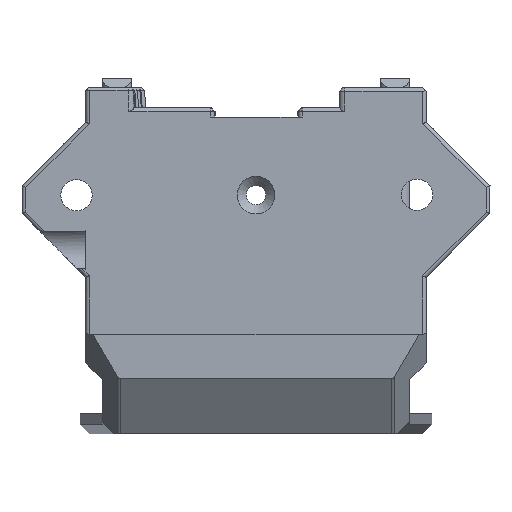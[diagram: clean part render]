
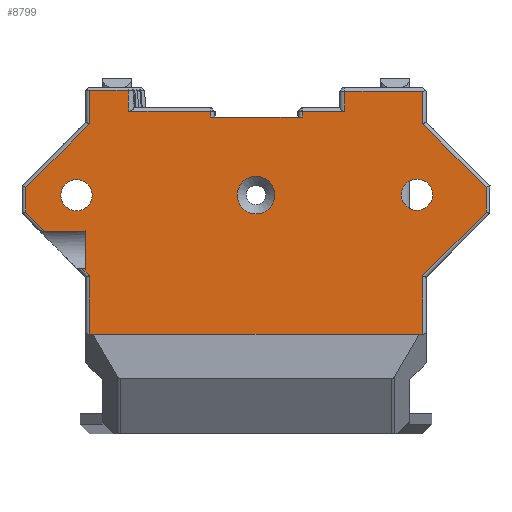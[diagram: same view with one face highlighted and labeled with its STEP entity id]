
A CAD part, front view. The second image highlights one B-rep face of the part: STEP entity #8799.
In plain terms, the highlighted planar face has unit normal (0, -1, 0).
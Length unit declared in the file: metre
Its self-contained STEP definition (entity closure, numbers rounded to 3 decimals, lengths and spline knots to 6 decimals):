
#707=LINE('',#13115,#1563);
#708=LINE('',#13119,#1564);
#709=LINE('',#13121,#1565);
#710=LINE('',#13125,#1566);
#711=LINE('',#13127,#1567);
#712=LINE('',#13129,#1568);
#713=LINE('',#13131,#1569);
#714=LINE('',#13133,#1570);
#715=LINE('',#13135,#1571);
#716=LINE('',#13137,#1572);
#717=LINE('',#13139,#1573);
#718=LINE('',#13141,#1574);
#719=LINE('',#13143,#1575);
#720=LINE('',#13145,#1576);
#721=LINE('',#13147,#1577);
#722=LINE('',#13149,#1578);
#723=LINE('',#13151,#1579);
#724=LINE('',#13153,#1580);
#725=LINE('',#13157,#1581);
#726=LINE('',#13159,#1582);
#727=LINE('',#13161,#1583);
#728=LINE('',#13163,#1584);
#729=LINE('',#13165,#1585);
#1563=VECTOR('',#10367,1.);
#1564=VECTOR('',#10370,1.);
#1565=VECTOR('',#10373,1.);
#1566=VECTOR('',#10378,1.);
#1567=VECTOR('',#10379,1.);
#1568=VECTOR('',#10380,1.);
#1569=VECTOR('',#10381,1.);
#1570=VECTOR('',#10382,1.);
#1571=VECTOR('',#10383,1.);
#1572=VECTOR('',#10384,1.);
#1573=VECTOR('',#10385,1.);
#1574=VECTOR('',#10386,1.);
#1575=VECTOR('',#10387,1.);
#1576=VECTOR('',#10388,1.);
#1577=VECTOR('',#10389,1.);
#1578=VECTOR('',#10390,1.);
#1579=VECTOR('',#10391,1.);
#1580=VECTOR('',#10392,1.);
#1581=VECTOR('',#10395,1.);
#1582=VECTOR('',#10396,1.);
#1583=VECTOR('',#10397,1.);
#1584=VECTOR('',#10398,1.);
#1585=VECTOR('',#10399,1.);
#2518=ORIENTED_EDGE('',*,*,#5180,.T.);
#2519=ORIENTED_EDGE('',*,*,#5178,.T.);
#2520=ORIENTED_EDGE('',*,*,#5179,.T.);
#2521=ORIENTED_EDGE('',*,*,#5176,.T.);
#2522=ORIENTED_EDGE('',*,*,#5181,.F.);
#2523=ORIENTED_EDGE('',*,*,#5182,.F.);
#2524=ORIENTED_EDGE('',*,*,#5183,.F.);
#2525=ORIENTED_EDGE('',*,*,#5184,.F.);
#2526=ORIENTED_EDGE('',*,*,#5185,.F.);
#2527=ORIENTED_EDGE('',*,*,#5186,.F.);
#2528=ORIENTED_EDGE('',*,*,#5187,.F.);
#2529=ORIENTED_EDGE('',*,*,#5188,.F.);
#2530=ORIENTED_EDGE('',*,*,#5189,.F.);
#2531=ORIENTED_EDGE('',*,*,#5190,.F.);
#2532=ORIENTED_EDGE('',*,*,#5191,.F.);
#2533=ORIENTED_EDGE('',*,*,#5192,.F.);
#2534=ORIENTED_EDGE('',*,*,#5193,.F.);
#2535=ORIENTED_EDGE('',*,*,#5194,.F.);
#2536=ORIENTED_EDGE('',*,*,#5195,.F.);
#2537=ORIENTED_EDGE('',*,*,#5196,.F.);
#2538=ORIENTED_EDGE('',*,*,#5197,.F.);
#2539=ORIENTED_EDGE('',*,*,#5198,.F.);
#2540=ORIENTED_EDGE('',*,*,#5199,.F.);
#2541=ORIENTED_EDGE('',*,*,#5200,.F.);
#2542=ORIENTED_EDGE('',*,*,#5201,.F.);
#2543=ORIENTED_EDGE('',*,*,#5202,.T.);
#2544=ORIENTED_EDGE('',*,*,#5203,.T.);
#5176=EDGE_CURVE('',#6501,#6500,#707,.T.);
#5178=EDGE_CURVE('',#6498,#6502,#708,.T.);
#5179=EDGE_CURVE('',#6502,#6501,#709,.T.);
#5180=EDGE_CURVE('',#6503,#6503,#7232,.F.);
#5181=EDGE_CURVE('',#6504,#6500,#710,.T.);
#5182=EDGE_CURVE('',#6505,#6504,#711,.T.);
#5183=EDGE_CURVE('',#6506,#6505,#712,.T.);
#5184=EDGE_CURVE('',#6507,#6506,#713,.T.);
#5185=EDGE_CURVE('',#6508,#6507,#714,.T.);
#5186=EDGE_CURVE('',#6509,#6508,#715,.T.);
#5187=EDGE_CURVE('',#6510,#6509,#716,.T.);
#5188=EDGE_CURVE('',#6511,#6510,#717,.T.);
#5189=EDGE_CURVE('',#6512,#6511,#718,.T.);
#5190=EDGE_CURVE('',#6513,#6512,#719,.T.);
#5191=EDGE_CURVE('',#6514,#6513,#720,.T.);
#5192=EDGE_CURVE('',#6515,#6514,#721,.T.);
#5193=EDGE_CURVE('',#6516,#6515,#722,.T.);
#5194=EDGE_CURVE('',#6517,#6516,#723,.T.);
#5195=EDGE_CURVE('',#6518,#6517,#724,.T.);
#5196=EDGE_CURVE('',#6519,#6518,#7233,.T.);
#5197=EDGE_CURVE('',#6520,#6519,#725,.T.);
#5198=EDGE_CURVE('',#6521,#6520,#726,.T.);
#5199=EDGE_CURVE('',#6522,#6521,#727,.T.);
#5200=EDGE_CURVE('',#6523,#6522,#728,.T.);
#5201=EDGE_CURVE('',#6498,#6523,#729,.T.);
#5202=EDGE_CURVE('',#6524,#6524,#7234,.T.);
#5203=EDGE_CURVE('',#6525,#6525,#7235,.T.);
#6498=VERTEX_POINT('',#13106);
#6500=VERTEX_POINT('',#13114);
#6501=VERTEX_POINT('',#13116);
#6502=VERTEX_POINT('',#13118);
#6503=VERTEX_POINT('',#13124);
#6504=VERTEX_POINT('',#13126);
#6505=VERTEX_POINT('',#13128);
#6506=VERTEX_POINT('',#13130);
#6507=VERTEX_POINT('',#13132);
#6508=VERTEX_POINT('',#13134);
#6509=VERTEX_POINT('',#13136);
#6510=VERTEX_POINT('',#13138);
#6511=VERTEX_POINT('',#13140);
#6512=VERTEX_POINT('',#13142);
#6513=VERTEX_POINT('',#13144);
#6514=VERTEX_POINT('',#13146);
#6515=VERTEX_POINT('',#13148);
#6516=VERTEX_POINT('',#13150);
#6517=VERTEX_POINT('',#13152);
#6518=VERTEX_POINT('',#13154);
#6519=VERTEX_POINT('',#13156);
#6520=VERTEX_POINT('',#13158);
#6521=VERTEX_POINT('',#13160);
#6522=VERTEX_POINT('',#13162);
#6523=VERTEX_POINT('',#13164);
#6524=VERTEX_POINT('',#13167);
#6525=VERTEX_POINT('',#13169);
#7232=CIRCLE('',#9336,0.002045);
#7233=CIRCLE('',#9337,0.035938);
#7234=CIRCLE('',#9338,0.0017);
#7235=CIRCLE('',#9339,0.0017);
#7440=EDGE_LOOP('',(#2518));
#7441=EDGE_LOOP('',(#2519,#2520,#2521,#2522,#2523,#2524,#2525,#2526,#2527,
#2528,#2529,#2530,#2531,#2532,#2533,#2534,#2535,#2536,#2537,#2538,#2539,
#2540,#2541,#2542));
#7442=EDGE_LOOP('',(#2543));
#7443=EDGE_LOOP('',(#2544));
#7981=FACE_BOUND('',#7440,.T.);
#7982=FACE_BOUND('',#7441,.T.);
#7983=FACE_BOUND('',#7442,.T.);
#7984=FACE_BOUND('',#7443,.T.);
#8514=PLANE('',#9335);
#8799=ADVANCED_FACE('',(#7981,#7982,#7983,#7984),#8514,.T.);
#9335=AXIS2_PLACEMENT_3D('',#13122,#10374,#10375);
#9336=AXIS2_PLACEMENT_3D('',#13123,#10376,#10377);
#9337=AXIS2_PLACEMENT_3D('',#13155,#10393,#10394);
#9338=AXIS2_PLACEMENT_3D('',#13166,#10400,#10401);
#9339=AXIS2_PLACEMENT_3D('',#13168,#10402,#10403);
#10367=DIRECTION('',(-1.,0.,0.));
#10370=DIRECTION('',(1.,0.,0.));
#10373=DIRECTION('',(0.,0.,-1.));
#10374=DIRECTION('',(0.,-1.,0.));
#10375=DIRECTION('',(-1.,0.,0.));
#10376=DIRECTION('',(0.,-1.,0.));
#10377=DIRECTION('',(0.,0.,-1.));
#10378=DIRECTION('',(-0.707,0.,0.707));
#10379=DIRECTION('',(0.,0.,1.));
#10380=DIRECTION('',(-1.,0.,0.));
#10381=DIRECTION('',(0.,0.,-1.));
#10382=DIRECTION('',(-0.707,0.,-0.707));
#10383=DIRECTION('',(0.,0.,-1.));
#10384=DIRECTION('',(0.707,0.,-0.707));
#10385=DIRECTION('',(0.,0.,-1.));
#10386=DIRECTION('',(1.,0.,0.));
#10387=DIRECTION('',(0.,0.,1.));
#10388=DIRECTION('',(1.,0.,0.));
#10389=DIRECTION('',(0.,0.,1.));
#10390=DIRECTION('',(1.,0.,0.));
#10391=DIRECTION('',(0.,0.,-1.));
#10392=DIRECTION('',(1.,0.,0.));
#10393=DIRECTION('',(0.,-1.,0.));
#10394=DIRECTION('',(1.,0.,0.));
#10395=DIRECTION('',(1.,0.,0.));
#10396=DIRECTION('',(0.,0.,1.));
#10397=DIRECTION('',(0.707,0.,0.707));
#10398=DIRECTION('',(0.,0.,1.));
#10399=DIRECTION('',(-0.707,0.,0.707));
#10400=DIRECTION('',(0.,1.,0.));
#10401=DIRECTION('',(1.,0.,0.));
#10402=DIRECTION('',(0.,1.,0.));
#10403=DIRECTION('',(1.,0.,0.));
#13106=CARTESIAN_POINT('',(-0.31792,-0.025035,0.022004));
#13114=CARTESIAN_POINT('',(-0.313923,-0.025035,0.018008));
#13115=CARTESIAN_POINT('',(-0.313484,-0.025035,0.018008));
#13116=CARTESIAN_POINT('',(-0.313484,-0.025035,0.018008));
#13118=CARTESIAN_POINT('',(-0.313484,-0.025035,0.022004));
#13119=CARTESIAN_POINT('',(-0.313484,-0.025035,0.022004));
#13121=CARTESIAN_POINT('',(-0.313484,-0.025035,0.0032));
#13122=CARTESIAN_POINT('',(-0.281484,-0.025035,0.0032));
#13123=CARTESIAN_POINT('',(-0.294984,-0.025035,0.025923));
#13124=CARTESIAN_POINT('',(-0.294984,-0.025035,0.023878));
#13125=CARTESIAN_POINT('',(-0.30296,-0.025035,0.007045));
#13126=CARTESIAN_POINT('',(-0.313084,-0.025035,0.017169));
#13127=CARTESIAN_POINT('',(-0.313084,-0.025035,0.0032));
#13128=CARTESIAN_POINT('',(-0.313084,-0.025035,0.0108));
#13129=CARTESIAN_POINT('',(-0.294984,-0.025035,0.0108));
#13130=CARTESIAN_POINT('',(-0.276884,-0.025035,0.0108));
#13131=CARTESIAN_POINT('',(-0.276884,-0.025035,0.0027));
#13132=CARTESIAN_POINT('',(-0.276884,-0.025035,0.017169));
#13133=CARTESIAN_POINT('',(-0.280257,-0.025035,0.013795));
#13134=CARTESIAN_POINT('',(-0.269964,-0.025035,0.024089));
#13135=CARTESIAN_POINT('',(-0.269964,-0.025035,0.020415));
#13136=CARTESIAN_POINT('',(-0.269964,-0.025035,0.026758));
#13137=CARTESIAN_POINT('',(-0.267396,-0.025035,0.02419));
#13138=CARTESIAN_POINT('',(-0.276884,-0.025035,0.033678));
#13139=CARTESIAN_POINT('',(-0.276884,-0.025035,0.0027));
#13140=CARTESIAN_POINT('',(-0.276884,-0.025035,0.0372));
#13141=CARTESIAN_POINT('',(-0.28294,-0.025035,0.0372));
#13142=CARTESIAN_POINT('',(-0.285335,-0.025035,0.0372));
#13143=CARTESIAN_POINT('',(-0.285335,-0.025035,0.019859));
#13144=CARTESIAN_POINT('',(-0.285335,-0.025035,0.03503));
#13145=CARTESIAN_POINT('',(-0.288484,-0.025035,0.03503));
#13146=CARTESIAN_POINT('',(-0.289975,-0.025035,0.03503));
#13147=CARTESIAN_POINT('',(-0.289975,-0.025035,0.020415));
#13148=CARTESIAN_POINT('',(-0.289975,-0.025035,0.0344));
#13149=CARTESIAN_POINT('',(-0.297906,-0.025035,0.0344));
#13150=CARTESIAN_POINT('',(-0.299913,-0.025035,0.0344));
#13151=CARTESIAN_POINT('',(-0.299913,-0.025035,0.020415));
#13152=CARTESIAN_POINT('',(-0.299913,-0.025035,0.03503));
#13153=CARTESIAN_POINT('',(-0.288484,-0.025035,0.03503));
#13154=CARTESIAN_POINT('',(-0.3088,-0.025035,0.03503));
#13155=CARTESIAN_POINT('',(-0.272926,-0.025035,0.037165));
#13156=CARTESIAN_POINT('',(-0.308861,-0.025035,0.0373));
#13157=CARTESIAN_POINT('',(-0.28294,-0.025035,0.0373));
#13158=CARTESIAN_POINT('',(-0.313084,-0.025035,0.0373));
#13159=CARTESIAN_POINT('',(-0.313084,-0.025035,0.0032));
#13160=CARTESIAN_POINT('',(-0.313084,-0.025035,0.033678));
#13161=CARTESIAN_POINT('',(-0.315822,-0.025035,0.03094));
#13162=CARTESIAN_POINT('',(-0.320004,-0.025035,0.026758));
#13163=CARTESIAN_POINT('',(-0.320004,-0.025035,0.020415));
#13164=CARTESIAN_POINT('',(-0.320004,-0.025035,0.024089));
#13165=CARTESIAN_POINT('',(-0.30296,-0.025035,0.007045));
#13166=CARTESIAN_POINT('',(-0.314485,-0.025035,0.025926));
#13167=CARTESIAN_POINT('',(-0.312785,-0.025035,0.025926));
#13168=CARTESIAN_POINT('',(-0.277494,-0.025035,0.025968));
#13169=CARTESIAN_POINT('',(-0.275794,-0.025035,0.025968));
